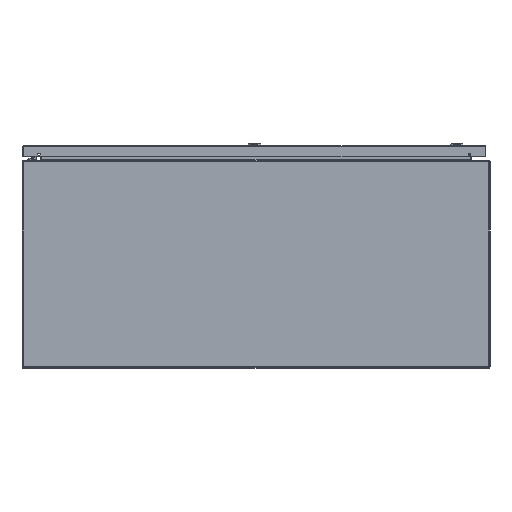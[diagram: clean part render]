
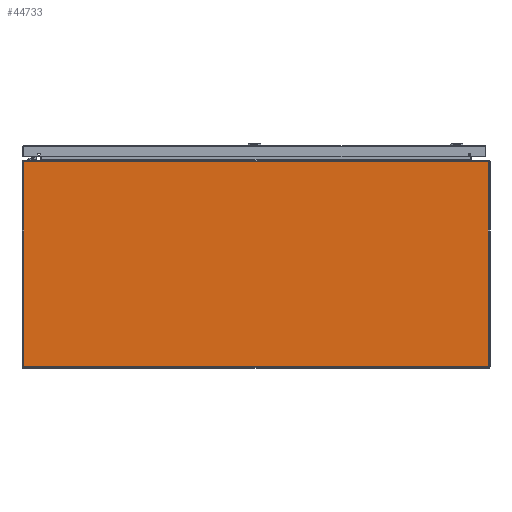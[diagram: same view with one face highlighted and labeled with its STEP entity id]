
A CAD part, front view. The second image highlights one B-rep face of the part: STEP entity #44733.
In plain terms, the highlighted planar face has unit normal (0, -1, 0).
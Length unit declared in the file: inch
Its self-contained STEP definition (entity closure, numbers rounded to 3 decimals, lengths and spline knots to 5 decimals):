
#4378 = CARTESIAN_POINT ( 'NONE',  ( -17.88189, -30., -7.88189 ) ) ;
#4641 = CARTESIAN_POINT ( 'NONE',  ( 17.88189, -30., 7.88189 ) ) ;
#4708 = CARTESIAN_POINT ( 'NONE',  ( -18., -30., 7.88189 ) ) ;
#5794 = CARTESIAN_POINT ( 'NONE',  ( 17.88189, -30., -7.88189 ) ) ;
#6971 = LINE ( 'NONE', #43838, #31466 ) ;
#8012 = EDGE_CURVE ( 'NONE', #14315, #70824, #35536, .T. ) ;
#9665 = VECTOR ( 'NONE', #73538, 39.37008 ) ;
#9844 = ORIENTED_EDGE ( 'NONE', *, *, #8012, .F. ) ;
#10436 = CARTESIAN_POINT ( 'NONE',  ( -18., -30., 8. ) ) ;
#11042 = AXIS2_PLACEMENT_3D ( 'NONE', #10436, #54347, #35980 ) ;
#14315 = VERTEX_POINT ( 'NONE', #4378 ) ;
#16308 = FACE_OUTER_BOUND ( 'NONE', #43238, .T. ) ;
#20411 = LINE ( 'NONE', #32556, #35410 ) ;
#23328 = ORIENTED_EDGE ( 'NONE', *, *, #63891, .F. ) ;
#25066 = ORIENTED_EDGE ( 'NONE', *, *, #42791, .F. ) ;
#28174 = VECTOR ( 'NONE', #56142, 39.37008 ) ;
#31466 = VECTOR ( 'NONE', #82639, 39.37008 ) ;
#32556 = CARTESIAN_POINT ( 'NONE',  ( -18., -30., -7.88189 ) ) ;
#35410 = VECTOR ( 'NONE', #65149, 39.37008 ) ;
#35536 = LINE ( 'NONE', #54745, #9665 ) ;
#35980 = DIRECTION ( 'NONE',  ( 0., 0., 1. ) ) ;
#42791 = EDGE_CURVE ( 'NONE', #70824, #55981, #67455, .T. ) ;
#43238 = EDGE_LOOP ( 'NONE', ( #23328, #25066, #9844, #48583 ) ) ;
#43838 = CARTESIAN_POINT ( 'NONE',  ( 17.88189, -30., 8. ) ) ;
#44733 = ADVANCED_FACE ( 'NONE', ( #16308 ), #61844, .F. ) ;
#45542 = CARTESIAN_POINT ( 'NONE',  ( -17.88189, -30., 7.88189 ) ) ;
#48583 = ORIENTED_EDGE ( 'NONE', *, *, #69790, .F. ) ;
#54347 = DIRECTION ( 'NONE',  ( 0., 1., 0. ) ) ;
#54745 = CARTESIAN_POINT ( 'NONE',  ( -17.88189, -30., 8. ) ) ;
#55981 = VERTEX_POINT ( 'NONE', #4641 ) ;
#56142 = DIRECTION ( 'NONE',  ( 1., 0., 0. ) ) ;
#61844 = PLANE ( 'NONE',  #11042 ) ;
#63891 = EDGE_CURVE ( 'NONE', #55981, #69635, #6971, .T. ) ;
#65149 = DIRECTION ( 'NONE',  ( -1., 0., 0. ) ) ;
#67455 = LINE ( 'NONE', #4708, #28174 ) ;
#69635 = VERTEX_POINT ( 'NONE', #5794 ) ;
#69790 = EDGE_CURVE ( 'NONE', #69635, #14315, #20411, .T. ) ;
#70824 = VERTEX_POINT ( 'NONE', #45542 ) ;
#73538 = DIRECTION ( 'NONE',  ( 0., 0., 1. ) ) ;
#82639 = DIRECTION ( 'NONE',  ( 0., 0., -1. ) ) ;
